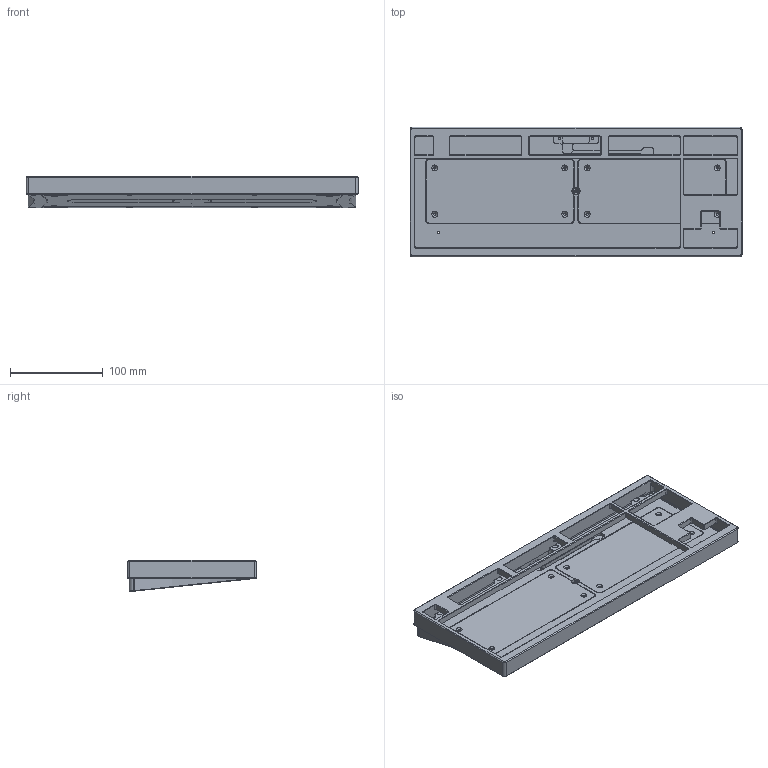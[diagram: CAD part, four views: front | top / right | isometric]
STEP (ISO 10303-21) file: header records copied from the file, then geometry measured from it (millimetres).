
FILE_DESCRIPTION(('HOOPS Exchange Step'),'2;1');
FILE_NAME('export-AA6D2FCB-313E-463E-BFFE-FCB40D03023A.stp','2021-10-10T18:37:48-04:00',('xyz'),('Alibre'),'HOOPS Exchange 2021.0','Alibre','Unknown authorisation');
FILE_SCHEMA( ('AP242_MANAGED_MODEL_BASED_3D_ENGINEERING_MIM_LF {1 0 10303 442 1 1 4 }') );
Length unit declared in the file: millimetre
Products named in the file (7): top; bottom; wing; midpiece2; weight-inside; cf-accent-1.6mm; v8-assembly
Assembly tree (8 placements, depth 2):
  v8-assembly
    top
    bottom
    wing  x2
    midpiece2
    weight-inside  x2
    cf-accent-1.6mm
Bounding box: 358.61 x 140.01 x 33.73 mm (x, y, z)
Volume: 584841.1 mm3; surface area: 309646.4 mm2
Topology: 8 solids, 8 shells, 807 faces, 2158 edges, 1412 vertices
Faces by surface type: plane 369, cylinder 328, cone 93, bspline 17
Full cylindrical faces by diameter (mm): 2.5 x35, 3.4 x25, 6 x4, 6.5 x8, 7.5 x1, 8 x1, 8.2 x1, 42 x1
Entity records: 26193 total; most frequent: CARTESIAN_POINT 6133, DIRECTION 4378, ORIENTED_EDGE 4060, EDGE_CURVE 2030, AXIS2_PLACEMENT_3D 1585, VERTEX_POINT 1328, VECTOR 1208, LINE 1208
